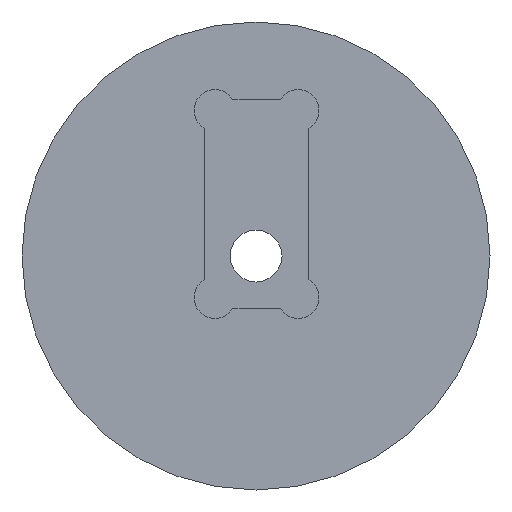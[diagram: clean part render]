
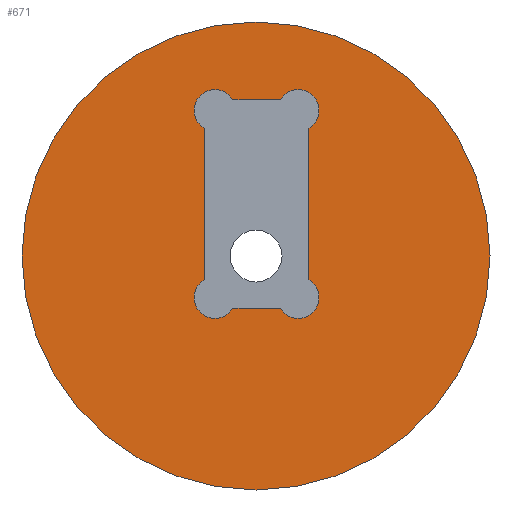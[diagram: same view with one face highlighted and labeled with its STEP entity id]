
A CAD part, front view. The second image highlights one B-rep face of the part: STEP entity #671.
In plain terms, the highlighted planar face has unit normal (0, -1, 0).
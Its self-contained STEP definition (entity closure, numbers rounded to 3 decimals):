
#5 = CARTESIAN_POINT ( 'NONE',  ( 8.109, 0., 28. ) ) ;
#10 = CARTESIAN_POINT ( 'NONE',  ( 8.109, 0., -8. ) ) ;
#13 = VERTEX_POINT ( 'NONE', #180 ) ;
#19 = CIRCLE ( 'NONE', #757, 4. ) ;
#20 = EDGE_CURVE ( 'NONE', #22, #83, #213, .T. ) ;
#22 = VERTEX_POINT ( 'NONE', #341 ) ;
#28 = EDGE_CURVE ( 'NONE', #13, #393, #108, .T. ) ;
#32 = DIRECTION ( 'NONE',  ( 0., -1., 0. ) ) ;
#47 = CARTESIAN_POINT ( 'NONE',  ( 0., 0., 45. ) ) ;
#53 = CARTESIAN_POINT ( 'NONE',  ( -7.891, 0., -8. ) ) ;
#55 = DIRECTION ( 'NONE',  ( 0., 0., 1. ) ) ;
#79 = LINE ( 'NONE', #424, #688 ) ;
#80 = DIRECTION ( 'NONE',  ( 0., -1., 0. ) ) ;
#83 = VERTEX_POINT ( 'NONE', #380 ) ;
#103 = LINE ( 'NONE', #582, #333 ) ;
#108 = CIRCLE ( 'NONE', #273, 45. ) ;
#112 = CARTESIAN_POINT ( 'NONE',  ( -4.427, 0., 30. ) ) ;
#122 = CARTESIAN_POINT ( 'NONE',  ( 0., 0., 0. ) ) ;
#124 = CARTESIAN_POINT ( 'NONE',  ( 4.645, 0., 30. ) ) ;
#127 = EDGE_LOOP ( 'NONE', ( #571, #501 ) ) ;
#140 = ORIENTED_EDGE ( 'NONE', *, *, #952, .F. ) ;
#142 = ORIENTED_EDGE ( 'NONE', *, *, #546, .F. ) ;
#160 = DIRECTION ( 'NONE',  ( 0., -1., 0. ) ) ;
#162 = ORIENTED_EDGE ( 'NONE', *, *, #305, .F. ) ;
#180 = CARTESIAN_POINT ( 'NONE',  ( 0., 0., -45. ) ) ;
#187 = VECTOR ( 'NONE', #625, 1000. ) ;
#196 = EDGE_CURVE ( 'NONE', #420, #656, #633, .T. ) ;
#205 = FACE_OUTER_BOUND ( 'NONE', #127, .T. ) ;
#213 = CIRCLE ( 'NONE', #272, 4. ) ;
#214 = ORIENTED_EDGE ( 'NONE', *, *, #623, .F. ) ;
#216 = DIRECTION ( 'NONE',  ( 0., 1., 0. ) ) ;
#246 = ORIENTED_EDGE ( 'NONE', *, *, #20, .F. ) ;
#272 = AXIS2_PLACEMENT_3D ( 'NONE', #10, #160, #734 ) ;
#273 = AXIS2_PLACEMENT_3D ( 'NONE', #499, #836, #988 ) ;
#305 = EDGE_CURVE ( 'NONE', #896, #420, #382, .T. ) ;
#312 = VECTOR ( 'NONE', #965, 1000. ) ;
#316 = CIRCLE ( 'NONE', #768, 4. ) ;
#333 = VECTOR ( 'NONE', #588, 1000. ) ;
#341 = CARTESIAN_POINT ( 'NONE',  ( 8.109, 0., -12. ) ) ;
#357 = EDGE_CURVE ( 'NONE', #926, #22, #603, .T. ) ;
#380 = CARTESIAN_POINT ( 'NONE',  ( 10.109, 0., -4.536 ) ) ;
#382 = CIRCLE ( 'NONE', #959, 4. ) ;
#390 = VERTEX_POINT ( 'NONE', #641 ) ;
#393 = VERTEX_POINT ( 'NONE', #47 ) ;
#398 = VERTEX_POINT ( 'NONE', #950 ) ;
#411 = ORIENTED_EDGE ( 'NONE', *, *, #196, .F. ) ;
#420 = VERTEX_POINT ( 'NONE', #124 ) ;
#424 = CARTESIAN_POINT ( 'NONE',  ( 10.109, 0., -4.536 ) ) ;
#449 = DIRECTION ( 'NONE',  ( 0., 0., 1. ) ) ;
#464 = DIRECTION ( 'NONE',  ( 0., 0., -1. ) ) ;
#482 = DIRECTION ( 'NONE',  ( 0., 0., -1. ) ) ;
#499 = CARTESIAN_POINT ( 'NONE',  ( 0., 0., 0. ) ) ;
#501 = ORIENTED_EDGE ( 'NONE', *, *, #777, .F. ) ;
#505 = ORIENTED_EDGE ( 'NONE', *, *, #791, .F. ) ;
#517 = ORIENTED_EDGE ( 'NONE', *, *, #598, .F. ) ;
#536 = DIRECTION ( 'NONE',  ( 0., -1., 0. ) ) ;
#546 = EDGE_CURVE ( 'NONE', #390, #916, #103, .T. ) ;
#557 = CARTESIAN_POINT ( 'NONE',  ( -7.891, 0., 28. ) ) ;
#564 = EDGE_CURVE ( 'NONE', #83, #896, #79, .T. ) ;
#571 = ORIENTED_EDGE ( 'NONE', *, *, #28, .F. ) ;
#582 = CARTESIAN_POINT ( 'NONE',  ( -9.891, 0., -4.536 ) ) ;
#588 = DIRECTION ( 'NONE',  ( 0., 0., -1. ) ) ;
#592 = AXIS2_PLACEMENT_3D ( 'NONE', #1041, #216, #55 ) ;
#595 = ORIENTED_EDGE ( 'NONE', *, *, #357, .F. ) ;
#598 = EDGE_CURVE ( 'NONE', #398, #926, #710, .T. ) ;
#603 = CIRCLE ( 'NONE', #1004, 4. ) ;
#623 = EDGE_CURVE ( 'NONE', #916, #828, #316, .T. ) ;
#625 = DIRECTION ( 'NONE',  ( 1., 0., 0. ) ) ;
#633 = LINE ( 'NONE', #1044, #312 ) ;
#641 = CARTESIAN_POINT ( 'NONE',  ( -9.891, 0., 24.536 ) ) ;
#656 = VERTEX_POINT ( 'NONE', #112 ) ;
#662 = DIRECTION ( 'NONE',  ( 0., 0., -1. ) ) ;
#671 = ADVANCED_FACE ( 'NONE', ( #862, #205 ), #1017, .F. ) ;
#675 = ORIENTED_EDGE ( 'NONE', *, *, #564, .F. ) ;
#688 = VECTOR ( 'NONE', #739, 1000. ) ;
#710 = LINE ( 'NONE', #869, #187 ) ;
#734 = DIRECTION ( 'NONE',  ( 0., 0., -1. ) ) ;
#736 = DIRECTION ( 'NONE',  ( 0., -1., 0. ) ) ;
#739 = DIRECTION ( 'NONE',  ( 0., 0., 1. ) ) ;
#750 = CARTESIAN_POINT ( 'NONE',  ( -7.891, 0., -12. ) ) ;
#757 = AXIS2_PLACEMENT_3D ( 'NONE', #53, #811, #787 ) ;
#764 = DIRECTION ( 'NONE',  ( 0., 0., -1. ) ) ;
#768 = AXIS2_PLACEMENT_3D ( 'NONE', #953, #32, #464 ) ;
#777 = EDGE_CURVE ( 'NONE', #393, #13, #1007, .T. ) ;
#787 = DIRECTION ( 'NONE',  ( 0., 0., -1. ) ) ;
#791 = EDGE_CURVE ( 'NONE', #656, #390, #919, .T. ) ;
#811 = DIRECTION ( 'NONE',  ( 0., -1., 0. ) ) ;
#826 = AXIS2_PLACEMENT_3D ( 'NONE', #557, #736, #482 ) ;
#828 = VERTEX_POINT ( 'NONE', #750 ) ;
#836 = DIRECTION ( 'NONE',  ( 0., 1., 0. ) ) ;
#862 = FACE_BOUND ( 'NONE', #905, .T. ) ;
#869 = CARTESIAN_POINT ( 'NONE',  ( -4.427, 0., -10. ) ) ;
#883 = CARTESIAN_POINT ( 'NONE',  ( -9.891, 0., -4.536 ) ) ;
#893 = AXIS2_PLACEMENT_3D ( 'NONE', #122, #936, #449 ) ;
#896 = VERTEX_POINT ( 'NONE', #939 ) ;
#905 = EDGE_LOOP ( 'NONE', ( #411, #162, #675, #246, #595, #517, #140, #214, #142, #505 ) ) ;
#916 = VERTEX_POINT ( 'NONE', #883 ) ;
#919 = CIRCLE ( 'NONE', #826, 4. ) ;
#926 = VERTEX_POINT ( 'NONE', #1039 ) ;
#936 = DIRECTION ( 'NONE',  ( 0., 1., 0. ) ) ;
#939 = CARTESIAN_POINT ( 'NONE',  ( 10.109, 0., 24.536 ) ) ;
#950 = CARTESIAN_POINT ( 'NONE',  ( -4.427, 0., -10. ) ) ;
#952 = EDGE_CURVE ( 'NONE', #828, #398, #19, .T. ) ;
#953 = CARTESIAN_POINT ( 'NONE',  ( -7.891, 0., -8. ) ) ;
#959 = AXIS2_PLACEMENT_3D ( 'NONE', #5, #80, #662 ) ;
#965 = DIRECTION ( 'NONE',  ( -1., 0., 0. ) ) ;
#988 = DIRECTION ( 'NONE',  ( 0., 0., 1. ) ) ;
#1004 = AXIS2_PLACEMENT_3D ( 'NONE', #1011, #536, #764 ) ;
#1007 = CIRCLE ( 'NONE', #592, 45. ) ;
#1011 = CARTESIAN_POINT ( 'NONE',  ( 8.109, 0., -8. ) ) ;
#1017 = PLANE ( 'NONE',  #893 ) ;
#1039 = CARTESIAN_POINT ( 'NONE',  ( 4.645, 0., -10. ) ) ;
#1041 = CARTESIAN_POINT ( 'NONE',  ( 0., 0., 0. ) ) ;
#1044 = CARTESIAN_POINT ( 'NONE',  ( -4.427, 0., 30. ) ) ;
